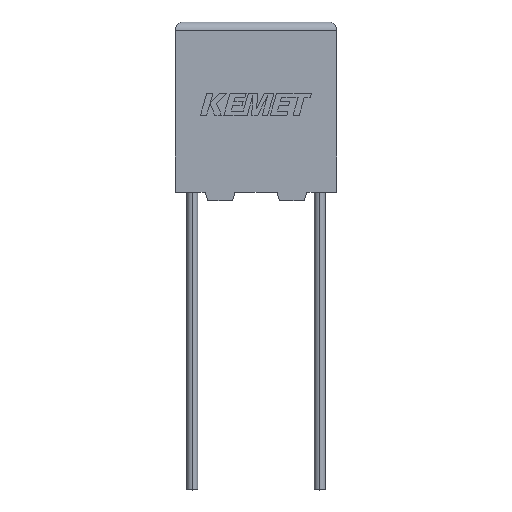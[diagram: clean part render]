
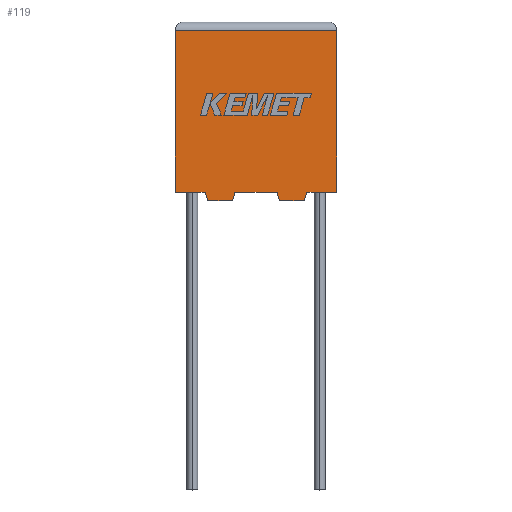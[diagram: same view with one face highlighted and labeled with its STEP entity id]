
A CAD part, top view. The second image highlights one B-rep face of the part: STEP entity #119.
In plain terms, the highlighted planar face has unit normal (0, 0, 1).
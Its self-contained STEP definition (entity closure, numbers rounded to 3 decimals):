
#104 = ORIENTED_EDGE ( 'NONE', *, *, #1116, .T. ) ;
#119 = ADVANCED_FACE ( 'NONE', ( #1519 ), #707, .F. ) ;
#171 = DIRECTION ( 'NONE',  ( -0.287, 0.958, 0. ) ) ;
#196 = DIRECTION ( 'NONE',  ( 1., 0., 0. ) ) ;
#353 = ORIENTED_EDGE ( 'NONE', *, *, #2097, .T. ) ;
#398 = CARTESIAN_POINT ( 'NONE',  ( 6.136, -0.5, 4.5 ) ) ;
#447 = DIRECTION ( 'NONE',  ( 0., 0., -1. ) ) ;
#527 = CARTESIAN_POINT ( 'NONE',  ( 9.5, 0., 4.5 ) ) ;
#538 = DIRECTION ( 'NONE',  ( -0.287, -0.958, 0. ) ) ;
#545 = VECTOR ( 'NONE', #2528, 1000. ) ;
#552 = EDGE_CURVE ( 'NONE', #3014, #1750, #1548, .T. ) ;
#553 = LINE ( 'NONE', #1560, #729 ) ;
#696 = VECTOR ( 'NONE', #1995, 1000. ) ;
#703 = ORIENTED_EDGE ( 'NONE', *, *, #1656, .T. ) ;
#707 = PLANE ( 'NONE',  #1802 ) ;
#728 = CARTESIAN_POINT ( 'NONE',  ( 0., 0., 4.5 ) ) ;
#729 = VECTOR ( 'NONE', #2564, 1000. ) ;
#732 = CARTESIAN_POINT ( 'NONE',  ( 1.76, 0., 4.5 ) ) ;
#763 = CARTESIAN_POINT ( 'NONE',  ( 0., 0., 4.5 ) ) ;
#846 = VERTEX_POINT ( 'NONE', #2062 ) ;
#939 = VERTEX_POINT ( 'NONE', #2612 ) ;
#984 = ORIENTED_EDGE ( 'NONE', *, *, #2780, .T. ) ;
#993 = ORIENTED_EDGE ( 'NONE', *, *, #552, .F. ) ;
#1010 = EDGE_LOOP ( 'NONE', ( #1122, #1334, #2617, #2999, #984, #353, #703, #104, #2580, #993, #2868, #1689 ) ) ;
#1028 = VERTEX_POINT ( 'NONE', #728 ) ;
#1111 = VECTOR ( 'NONE', #538, 1000. ) ;
#1116 = EDGE_CURVE ( 'NONE', #2759, #2291, #1808, .T. ) ;
#1118 = CARTESIAN_POINT ( 'NONE',  ( 3.514, 0., 4.5 ) ) ;
#1122 = ORIENTED_EDGE ( 'NONE', *, *, #1825, .T. ) ;
#1209 = VERTEX_POINT ( 'NONE', #1823 ) ;
#1248 = LINE ( 'NONE', #527, #2182 ) ;
#1316 = CARTESIAN_POINT ( 'NONE',  ( 9.5, 9.5, 4.5 ) ) ;
#1334 = ORIENTED_EDGE ( 'NONE', *, *, #1340, .T. ) ;
#1340 = EDGE_CURVE ( 'NONE', #1832, #939, #2789, .T. ) ;
#1348 = CARTESIAN_POINT ( 'NONE',  ( 7.59, -0.5, 4.5 ) ) ;
#1439 = DIRECTION ( 'NONE',  ( 0.287, 0.958, 0. ) ) ;
#1459 = EDGE_CURVE ( 'NONE', #1786, #846, #2960, .T. ) ;
#1515 = LINE ( 'NONE', #2234, #3096 ) ;
#1519 = FACE_OUTER_BOUND ( 'NONE', #1010, .T. ) ;
#1548 = LINE ( 'NONE', #1348, #2837 ) ;
#1560 = CARTESIAN_POINT ( 'NONE',  ( 0., 0., 4.5 ) ) ;
#1604 = VECTOR ( 'NONE', #3132, 1000. ) ;
#1639 = DIRECTION ( 'NONE',  ( 1., 0., 0. ) ) ;
#1656 = EDGE_CURVE ( 'NONE', #1209, #2759, #2925, .T. ) ;
#1657 = CARTESIAN_POINT ( 'NONE',  ( 1.76, 0., 4.5 ) ) ;
#1678 = CARTESIAN_POINT ( 'NONE',  ( 3.364, -0.5, 4.5 ) ) ;
#1689 = ORIENTED_EDGE ( 'NONE', *, *, #1459, .T. ) ;
#1693 = CARTESIAN_POINT ( 'NONE',  ( 0., 0., 4.5 ) ) ;
#1726 = CARTESIAN_POINT ( 'NONE',  ( 7.74, 0., 4.5 ) ) ;
#1750 = VERTEX_POINT ( 'NONE', #1930 ) ;
#1786 = VERTEX_POINT ( 'NONE', #1726 ) ;
#1802 = AXIS2_PLACEMENT_3D ( 'NONE', #3239, #447, #2002 ) ;
#1808 = LINE ( 'NONE', #763, #545 ) ;
#1811 = CARTESIAN_POINT ( 'NONE',  ( 7.74, 0., 4.5 ) ) ;
#1823 = CARTESIAN_POINT ( 'NONE',  ( 3.364, -0.5, 4.5 ) ) ;
#1825 = EDGE_CURVE ( 'NONE', #846, #1832, #1248, .T. ) ;
#1832 = VERTEX_POINT ( 'NONE', #1316 ) ;
#1930 = CARTESIAN_POINT ( 'NONE',  ( 6.136, -0.5, 4.5 ) ) ;
#1956 = VECTOR ( 'NONE', #1639, 1000. ) ;
#1995 = DIRECTION ( 'NONE',  ( -1., 0., 0. ) ) ;
#2000 = DIRECTION ( 'NONE',  ( 1., 0., 0. ) ) ;
#2002 = DIRECTION ( 'NONE',  ( -1., 0., 0. ) ) ;
#2062 = CARTESIAN_POINT ( 'NONE',  ( 9.5, 0., 4.5 ) ) ;
#2071 = CARTESIAN_POINT ( 'NONE',  ( 5.986, 0., 4.5 ) ) ;
#2097 = EDGE_CURVE ( 'NONE', #2535, #1209, #1515, .T. ) ;
#2116 = LINE ( 'NONE', #1657, #1604 ) ;
#2129 = LINE ( 'NONE', #2387, #1956 ) ;
#2182 = VECTOR ( 'NONE', #3002, 1000. ) ;
#2234 = CARTESIAN_POINT ( 'NONE',  ( 1.91, -0.5, 4.5 ) ) ;
#2291 = VERTEX_POINT ( 'NONE', #2071 ) ;
#2305 = VECTOR ( 'NONE', #1439, 1000. ) ;
#2318 = LINE ( 'NONE', #1811, #1111 ) ;
#2336 = DIRECTION ( 'NONE',  ( -1., 0., 0. ) ) ;
#2366 = EDGE_CURVE ( 'NONE', #1750, #2291, #2914, .T. ) ;
#2387 = CARTESIAN_POINT ( 'NONE',  ( 0., 0., 4.5 ) ) ;
#2476 = CARTESIAN_POINT ( 'NONE',  ( 1.91, -0.5, 4.5 ) ) ;
#2528 = DIRECTION ( 'NONE',  ( 1., 0., 0. ) ) ;
#2535 = VERTEX_POINT ( 'NONE', #2476 ) ;
#2564 = DIRECTION ( 'NONE',  ( 0., -1., 0. ) ) ;
#2572 = VERTEX_POINT ( 'NONE', #732 ) ;
#2576 = VECTOR ( 'NONE', #196, 1000. ) ;
#2580 = ORIENTED_EDGE ( 'NONE', *, *, #2366, .F. ) ;
#2612 = CARTESIAN_POINT ( 'NONE',  ( 0., 9.5, 4.5 ) ) ;
#2617 = ORIENTED_EDGE ( 'NONE', *, *, #2700, .T. ) ;
#2677 = EDGE_CURVE ( 'NONE', #1786, #3014, #2318, .T. ) ;
#2700 = EDGE_CURVE ( 'NONE', #939, #1028, #553, .T. ) ;
#2759 = VERTEX_POINT ( 'NONE', #1118 ) ;
#2769 = CARTESIAN_POINT ( 'NONE',  ( 0., 9.5, 4.5 ) ) ;
#2780 = EDGE_CURVE ( 'NONE', #2572, #2535, #2116, .T. ) ;
#2789 = LINE ( 'NONE', #2769, #696 ) ;
#2837 = VECTOR ( 'NONE', #2336, 1000. ) ;
#2868 = ORIENTED_EDGE ( 'NONE', *, *, #2677, .F. ) ;
#2914 = LINE ( 'NONE', #398, #2920 ) ;
#2920 = VECTOR ( 'NONE', #171, 1000. ) ;
#2925 = LINE ( 'NONE', #1678, #2305 ) ;
#2960 = LINE ( 'NONE', #1693, #2576 ) ;
#2999 = ORIENTED_EDGE ( 'NONE', *, *, #3029, .T. ) ;
#3002 = DIRECTION ( 'NONE',  ( 0., 1., 0. ) ) ;
#3014 = VERTEX_POINT ( 'NONE', #3114 ) ;
#3029 = EDGE_CURVE ( 'NONE', #1028, #2572, #2129, .T. ) ;
#3096 = VECTOR ( 'NONE', #2000, 1000. ) ;
#3114 = CARTESIAN_POINT ( 'NONE',  ( 7.59, -0.5, 4.5 ) ) ;
#3132 = DIRECTION ( 'NONE',  ( 0.287, -0.958, 0. ) ) ;
#3239 = CARTESIAN_POINT ( 'NONE',  ( 0., 0., 4.5 ) ) ;
